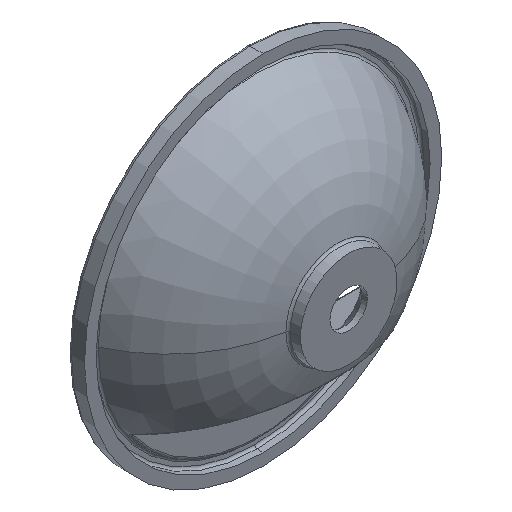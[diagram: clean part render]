
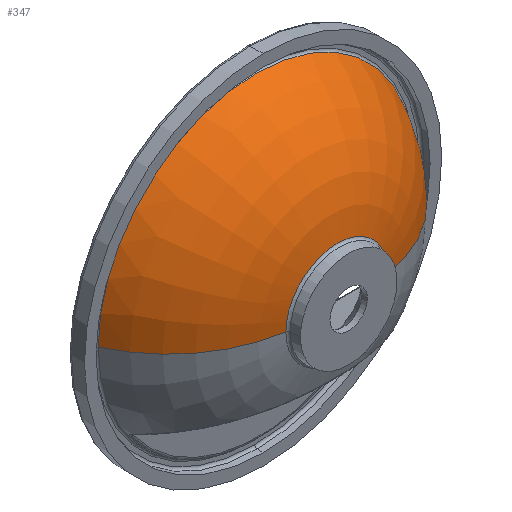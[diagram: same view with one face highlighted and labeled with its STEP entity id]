
A CAD part, isometric view. The second image highlights one B-rep face of the part: STEP entity #347.
In plain terms, the highlighted toroidal (fillet/blend) face has major radius 35.568 mm and minor radius 170 mm.
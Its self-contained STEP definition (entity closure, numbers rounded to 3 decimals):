
#88 = CIRCLE ( 'NONE', #805, 190.154 ) ;
#127 = CIRCLE ( 'NONE', #2228, 170. ) ;
#143 = ORIENTED_EDGE ( 'NONE', *, *, #1976, .T. ) ;
#262 = DIRECTION ( 'NONE',  ( 0., 1., 0. ) ) ;
#338 = VERTEX_POINT ( 'NONE', #1653 ) ;
#347 = ADVANCED_FACE ( 'NONE', ( #1668 ), #1315, .T. ) ;
#397 = ORIENTED_EDGE ( 'NONE', *, *, #2060, .T. ) ;
#407 = DIRECTION ( 'NONE',  ( -1., 0., 0. ) ) ;
#415 = CARTESIAN_POINT ( 'NONE',  ( 0., -109.015, 0. ) ) ;
#463 = CIRCLE ( 'NONE', #728, 190.154 ) ;
#587 = CARTESIAN_POINT ( 'NONE',  ( 0., -11.752, 0. ) ) ;
#625 = DIRECTION ( 'NONE',  ( 0., -1., 0. ) ) ;
#639 = DIRECTION ( 'NONE',  ( -1., 0., 0. ) ) ;
#662 = CARTESIAN_POINT ( 'NONE',  ( 0., -11.752, 0. ) ) ;
#728 = AXIS2_PLACEMENT_3D ( 'NONE', #587, #625, #2064 ) ;
#805 = AXIS2_PLACEMENT_3D ( 'NONE', #662, #1205, #2122 ) ;
#841 = AXIS2_PLACEMENT_3D ( 'NONE', #415, #262, #1877 ) ;
#861 = VERTEX_POINT ( 'NONE', #1524 ) ;
#909 = EDGE_LOOP ( 'NONE', ( #1155, #143, #397, #1480, #2276 ) ) ;
#1010 = CARTESIAN_POINT ( 'NONE',  ( -190.154, -11.752, 0. ) ) ;
#1127 = DIRECTION ( 'NONE',  ( 0., 0., -1. ) ) ;
#1155 = ORIENTED_EDGE ( 'NONE', *, *, #1374, .T. ) ;
#1205 = DIRECTION ( 'NONE',  ( 0., -1., 0. ) ) ;
#1219 = CARTESIAN_POINT ( 'NONE',  ( 35.568, 58.982, 0. ) ) ;
#1241 = CARTESIAN_POINT ( 'NONE',  ( 61.592, -109.015, 0. ) ) ;
#1306 = CARTESIAN_POINT ( 'NONE',  ( -35.568, 58.982, 0. ) ) ;
#1315 = TOROIDAL_SURFACE ( 'NONE', #2075, 35.568, 170. ) ;
#1363 = VERTEX_POINT ( 'NONE', #2256 ) ;
#1374 = EDGE_CURVE ( 'NONE', #861, #2235, #1554, .T. ) ;
#1480 = ORIENTED_EDGE ( 'NONE', *, *, #1758, .T. ) ;
#1514 = EDGE_CURVE ( 'NONE', #861, #1593, #127, .T. ) ;
#1524 = CARTESIAN_POINT ( 'NONE',  ( -61.592, -109.015, 0. ) ) ;
#1554 = CIRCLE ( 'NONE', #841, 61.592 ) ;
#1593 = VERTEX_POINT ( 'NONE', #1010 ) ;
#1653 = CARTESIAN_POINT ( 'NONE',  ( 190.154, -11.752, 0. ) ) ;
#1660 = CIRCLE ( 'NONE', #1967, 170. ) ;
#1668 = FACE_OUTER_BOUND ( 'NONE', #909, .T. ) ;
#1758 = EDGE_CURVE ( 'NONE', #1363, #1593, #463, .T. ) ;
#1823 = DIRECTION ( 'NONE',  ( 0., 1., 0. ) ) ;
#1877 = DIRECTION ( 'NONE',  ( -1., 0., 0. ) ) ;
#1933 = DIRECTION ( 'NONE',  ( 1., 0., 0. ) ) ;
#1967 = AXIS2_PLACEMENT_3D ( 'NONE', #1219, #2107, #1933 ) ;
#1976 = EDGE_CURVE ( 'NONE', #2235, #338, #1660, .T. ) ;
#2021 = CARTESIAN_POINT ( 'NONE',  ( 0., 58.982, 0. ) ) ;
#2060 = EDGE_CURVE ( 'NONE', #338, #1363, #88, .T. ) ;
#2064 = DIRECTION ( 'NONE',  ( 0., 0., 1. ) ) ;
#2075 = AXIS2_PLACEMENT_3D ( 'NONE', #2021, #1823, #407 ) ;
#2107 = DIRECTION ( 'NONE',  ( 0., 0., 1. ) ) ;
#2122 = DIRECTION ( 'NONE',  ( 0., 0., 1. ) ) ;
#2228 = AXIS2_PLACEMENT_3D ( 'NONE', #1306, #1127, #639 ) ;
#2235 = VERTEX_POINT ( 'NONE', #1241 ) ;
#2256 = CARTESIAN_POINT ( 'NONE',  ( 0., -11.752, 190.154 ) ) ;
#2276 = ORIENTED_EDGE ( 'NONE', *, *, #1514, .F. ) ;
